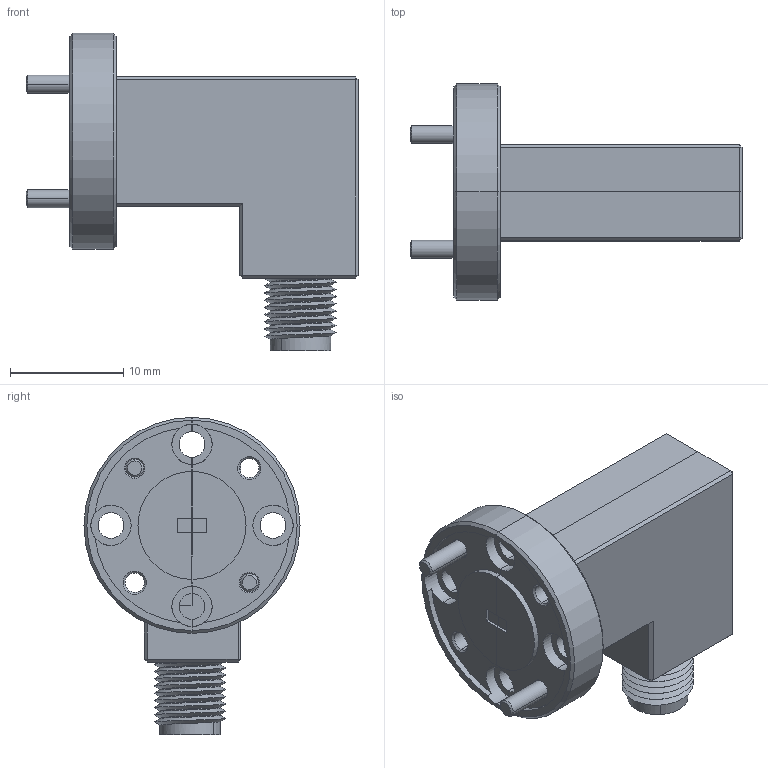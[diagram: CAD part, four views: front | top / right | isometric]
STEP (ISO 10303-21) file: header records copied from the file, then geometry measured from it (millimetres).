
FILE_DESCRIPTION (( 'STEP AP203' ), '1' );
FILE_NAME ('SFD-753114-103-10SF-N1.STEP', '2021-04-16T17:36:27', ( '' ), ( '' ), 'SwSTEP 2.0', 'SolidWorks 2021', '' );
FILE_SCHEMA (( 'CONFIG_CONTROL_DESIGN' ));
Length unit declared in the file: inch
Products named in the file (1): SFD-753114-103-10SF-N1
Bounding box: 29.27 x 19.05 x 27.97 mm (x, y, z)
Volume: 3675.1 mm3; surface area: 4398.9 mm2
Topology: 14 solids, 14 shells, 721 faces, 1822 edges, 1133 vertices
Faces by surface type: cylinder 396, plane 157, cone 154, bspline 14
Entity records: 28971 total; most frequent: CARTESIAN_POINT 13329, ORIENTED_EDGE 3596, DIRECTION 2941, EDGE_CURVE 1798, VERTEX_POINT 1133, AXIS2_PLACEMENT_3D 1099, EDGE_LOOP 777, VECTOR 743
